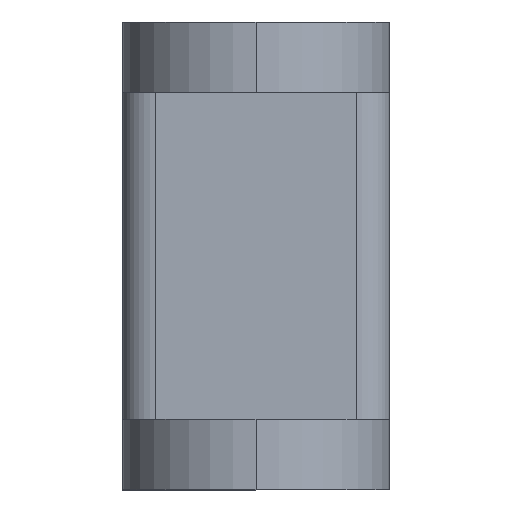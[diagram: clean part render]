
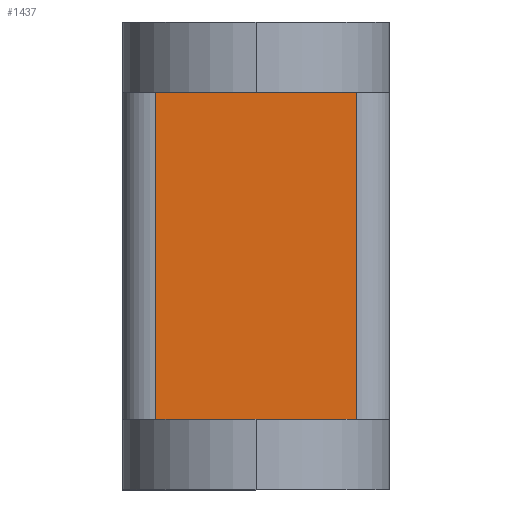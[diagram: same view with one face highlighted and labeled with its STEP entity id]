
A CAD part, top view. The second image highlights one B-rep face of the part: STEP entity #1437.
In plain terms, the highlighted planar face has unit normal (0, 0, 1).
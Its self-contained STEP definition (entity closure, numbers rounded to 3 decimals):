
#4 = ORIENTED_EDGE ( 'NONE', *, *, #476, .T. ) ;
#67 = CARTESIAN_POINT ( 'NONE',  ( 15., -24.5, 105. ) ) ;
#140 = LINE ( 'NONE', #519, #1184 ) ;
#253 = DIRECTION ( 'NONE',  ( 0., 1., 0. ) ) ;
#310 = ORIENTED_EDGE ( 'NONE', *, *, #682, .F. ) ;
#341 = EDGE_CURVE ( 'NONE', #352, #821, #877, .T. ) ;
#349 = LINE ( 'NONE', #499, #356 ) ;
#352 = VERTEX_POINT ( 'NONE', #1133 ) ;
#355 = EDGE_LOOP ( 'NONE', ( #310, #739, #4, #567 ) ) ;
#356 = VECTOR ( 'NONE', #253, 1000. ) ;
#476 = EDGE_CURVE ( 'NONE', #821, #1176, #140, .T. ) ;
#490 = CARTESIAN_POINT ( 'NONE',  ( -73.151, 24.5, 105. ) ) ;
#499 = CARTESIAN_POINT ( 'NONE',  ( 15., 0., 105. ) ) ;
#510 = CARTESIAN_POINT ( 'NONE',  ( -15., 0., 105. ) ) ;
#519 = CARTESIAN_POINT ( 'NONE',  ( -73.151, -24.5, 105. ) ) ;
#567 = ORIENTED_EDGE ( 'NONE', *, *, #1614, .T. ) ;
#678 = DIRECTION ( 'NONE',  ( 1., 0., 0. ) ) ;
#682 = EDGE_CURVE ( 'NONE', #352, #1242, #1608, .T. ) ;
#737 = CARTESIAN_POINT ( 'NONE',  ( 15., 24.5, 105. ) ) ;
#739 = ORIENTED_EDGE ( 'NONE', *, *, #341, .T. ) ;
#777 = CARTESIAN_POINT ( 'NONE',  ( -73.151, 0., 105. ) ) ;
#821 = VERTEX_POINT ( 'NONE', #1414 ) ;
#877 = LINE ( 'NONE', #510, #1052 ) ;
#884 = DIRECTION ( 'NONE',  ( 0., -1., 0. ) ) ;
#892 = DIRECTION ( 'NONE',  ( 1., 0., 0. ) ) ;
#893 = DIRECTION ( 'NONE',  ( 0., 0., 1. ) ) ;
#1052 = VECTOR ( 'NONE', #884, 1000. ) ;
#1130 = VECTOR ( 'NONE', #1482, 1000. ) ;
#1133 = CARTESIAN_POINT ( 'NONE',  ( -15., 24.5, 105. ) ) ;
#1147 = PLANE ( 'NONE',  #1551 ) ;
#1176 = VERTEX_POINT ( 'NONE', #67 ) ;
#1184 = VECTOR ( 'NONE', #892, 1000. ) ;
#1242 = VERTEX_POINT ( 'NONE', #737 ) ;
#1414 = CARTESIAN_POINT ( 'NONE',  ( -15., -24.5, 105. ) ) ;
#1437 = ADVANCED_FACE ( 'NONE', ( #1510 ), #1147, .T. ) ;
#1482 = DIRECTION ( 'NONE',  ( 1., 0., 0. ) ) ;
#1510 = FACE_OUTER_BOUND ( 'NONE', #355, .T. ) ;
#1551 = AXIS2_PLACEMENT_3D ( 'NONE', #777, #893, #678 ) ;
#1608 = LINE ( 'NONE', #490, #1130 ) ;
#1614 = EDGE_CURVE ( 'NONE', #1176, #1242, #349, .T. ) ;
